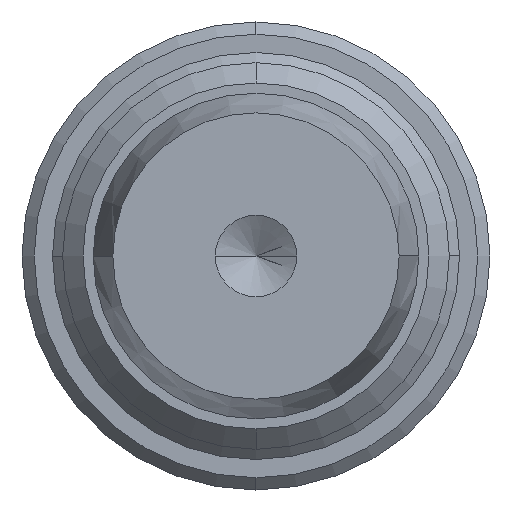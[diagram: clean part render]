
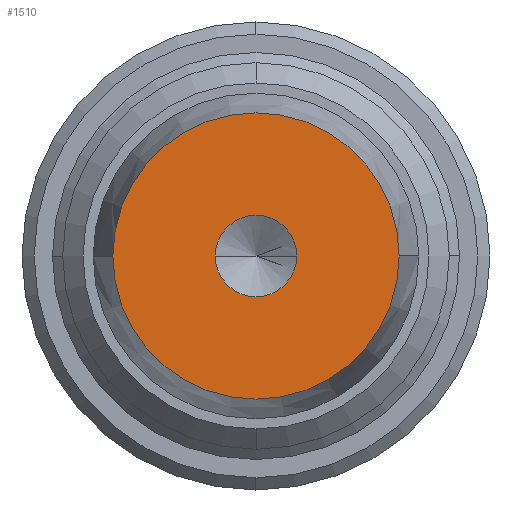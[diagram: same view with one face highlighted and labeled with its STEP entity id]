
A CAD part, front view. The second image highlights one B-rep face of the part: STEP entity #1510.
In plain terms, the highlighted planar face has unit normal (0, -1, 0).
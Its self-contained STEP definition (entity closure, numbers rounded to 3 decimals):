
#53 = DIRECTION ( 'NONE',  ( 0., 1., 0. ) ) ;
#78 = CARTESIAN_POINT ( 'NONE',  ( 0., 0., 0. ) ) ;
#151 = DIRECTION ( 'NONE',  ( -1., 0., 0. ) ) ;
#152 = CIRCLE ( 'NONE', #503, 1. ) ;
#155 = EDGE_CURVE ( 'NONE', #210, #1059, #786, .T. ) ;
#210 = VERTEX_POINT ( 'NONE', #379 ) ;
#255 = AXIS2_PLACEMENT_3D ( 'NONE', #1400, #53, #1287 ) ;
#379 = CARTESIAN_POINT ( 'NONE',  ( 1., 0., 0. ) ) ;
#503 = AXIS2_PLACEMENT_3D ( 'NONE', #78, #547, #1178 ) ;
#507 = DIRECTION ( 'NONE',  ( 0., 1., 0. ) ) ;
#547 = DIRECTION ( 'NONE',  ( 0., -1., 0. ) ) ;
#628 = CIRCLE ( 'NONE', #1310, 3.518 ) ;
#712 = EDGE_LOOP ( 'NONE', ( #1520, #1540 ) ) ;
#724 = DIRECTION ( 'NONE',  ( 0., -1., 0. ) ) ;
#736 = CARTESIAN_POINT ( 'NONE',  ( 0., 0., 0. ) ) ;
#786 = CIRCLE ( 'NONE', #1512, 1. ) ;
#869 = CARTESIAN_POINT ( 'NONE',  ( 0., 0., 0. ) ) ;
#886 = CARTESIAN_POINT ( 'NONE',  ( 3.518, 0., 0. ) ) ;
#906 = AXIS2_PLACEMENT_3D ( 'NONE', #869, #507, #151 ) ;
#952 = DIRECTION ( 'NONE',  ( 0., 1., 0. ) ) ;
#993 = EDGE_CURVE ( 'NONE', #1059, #210, #152, .T. ) ;
#1030 = PLANE ( 'NONE',  #255 ) ;
#1047 = CARTESIAN_POINT ( 'NONE',  ( -3.518, 0., 0. ) ) ;
#1059 = VERTEX_POINT ( 'NONE', #1309 ) ;
#1062 = VERTEX_POINT ( 'NONE', #1047 ) ;
#1112 = DIRECTION ( 'NONE',  ( 1., 0., 0. ) ) ;
#1119 = ORIENTED_EDGE ( 'NONE', *, *, #1189, .F. ) ;
#1169 = FACE_BOUND ( 'NONE', #712, .T. ) ;
#1178 = DIRECTION ( 'NONE',  ( 1., 0., 0. ) ) ;
#1189 = EDGE_CURVE ( 'NONE', #1373, #1062, #628, .T. ) ;
#1206 = FACE_OUTER_BOUND ( 'NONE', #1275, .T. ) ;
#1225 = CIRCLE ( 'NONE', #906, 3.518 ) ;
#1236 = ORIENTED_EDGE ( 'NONE', *, *, #1440, .F. ) ;
#1275 = EDGE_LOOP ( 'NONE', ( #1236, #1119 ) ) ;
#1287 = DIRECTION ( 'NONE',  ( -1., 0., 0. ) ) ;
#1309 = CARTESIAN_POINT ( 'NONE',  ( -1., 0., 0. ) ) ;
#1310 = AXIS2_PLACEMENT_3D ( 'NONE', #1565, #952, #1452 ) ;
#1373 = VERTEX_POINT ( 'NONE', #886 ) ;
#1400 = CARTESIAN_POINT ( 'NONE',  ( -4., 0., 0. ) ) ;
#1440 = EDGE_CURVE ( 'NONE', #1062, #1373, #1225, .T. ) ;
#1452 = DIRECTION ( 'NONE',  ( -1., 0., 0. ) ) ;
#1510 = ADVANCED_FACE ( 'NONE', ( #1169, #1206 ), #1030, .F. ) ;
#1512 = AXIS2_PLACEMENT_3D ( 'NONE', #736, #724, #1112 ) ;
#1520 = ORIENTED_EDGE ( 'NONE', *, *, #155, .F. ) ;
#1540 = ORIENTED_EDGE ( 'NONE', *, *, #993, .F. ) ;
#1565 = CARTESIAN_POINT ( 'NONE',  ( 0., 0., 0. ) ) ;
